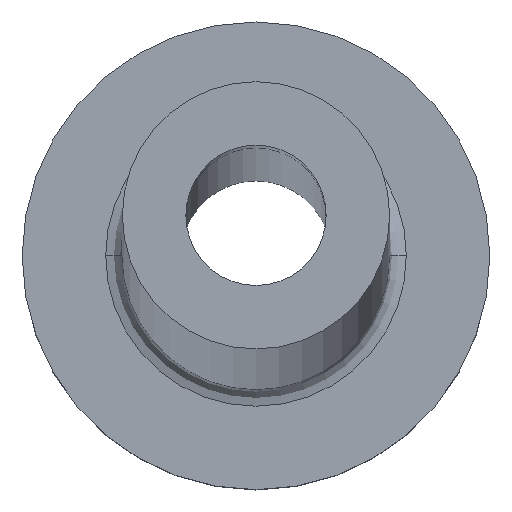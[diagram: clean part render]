
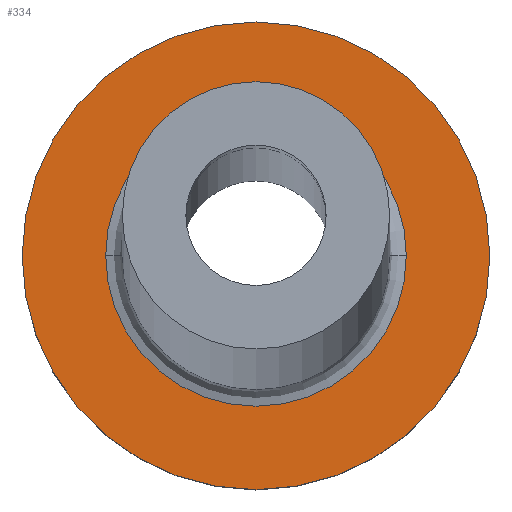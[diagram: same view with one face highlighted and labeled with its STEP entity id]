
A CAD part, top view. The second image highlights one B-rep face of the part: STEP entity #334.
In plain terms, the highlighted planar face has unit normal (0, 0, 1).
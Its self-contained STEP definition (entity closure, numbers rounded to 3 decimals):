
#5 = DIRECTION ( 'NONE',  ( 1., 0., 0. ) ) ;
#21 = AXIS2_PLACEMENT_3D ( 'NONE', #144, #75, #351 ) ;
#33 = EDGE_CURVE ( 'NONE', #174, #321, #384, .T. ) ;
#35 = VERTEX_POINT ( 'NONE', #192 ) ;
#75 = DIRECTION ( 'NONE',  ( 0., 0., -1. ) ) ;
#77 = EDGE_CURVE ( 'NONE', #321, #174, #416, .T. ) ;
#78 = AXIS2_PLACEMENT_3D ( 'NONE', #358, #439, #443 ) ;
#83 = CARTESIAN_POINT ( 'NONE',  ( -7., 0., 5. ) ) ;
#110 = CARTESIAN_POINT ( 'NONE',  ( 4.5, 0., 5. ) ) ;
#130 = ORIENTED_EDGE ( 'NONE', *, *, #143, .T. ) ;
#143 = EDGE_CURVE ( 'NONE', #35, #383, #363, .T. ) ;
#144 = CARTESIAN_POINT ( 'NONE',  ( 0., 0., 5. ) ) ;
#161 = ORIENTED_EDGE ( 'NONE', *, *, #194, .T. ) ;
#170 = AXIS2_PLACEMENT_3D ( 'NONE', #331, #396, #189 ) ;
#174 = VERTEX_POINT ( 'NONE', #359 ) ;
#175 = CARTESIAN_POINT ( 'NONE',  ( 0., 0., 5. ) ) ;
#176 = AXIS2_PLACEMENT_3D ( 'NONE', #432, #257, #289 ) ;
#189 = DIRECTION ( 'NONE',  ( 1., 0., 0. ) ) ;
#192 = CARTESIAN_POINT ( 'NONE',  ( 7., 0., 5. ) ) ;
#194 = EDGE_CURVE ( 'NONE', #383, #35, #212, .T. ) ;
#212 = CIRCLE ( 'NONE', #170, 7. ) ;
#252 = ORIENTED_EDGE ( 'NONE', *, *, #77, .T. ) ;
#257 = DIRECTION ( 'NONE',  ( 0., 0., 1. ) ) ;
#277 = EDGE_LOOP ( 'NONE', ( #252, #457 ) ) ;
#289 = DIRECTION ( 'NONE',  ( 1., 0., 0. ) ) ;
#294 = PLANE ( 'NONE',  #176 ) ;
#315 = DIRECTION ( 'NONE',  ( 0., 0., 1. ) ) ;
#321 = VERTEX_POINT ( 'NONE', #110 ) ;
#328 = FACE_OUTER_BOUND ( 'NONE', #370, .T. ) ;
#331 = CARTESIAN_POINT ( 'NONE',  ( 0., 0., 5. ) ) ;
#334 = ADVANCED_FACE ( 'NONE', ( #352, #328 ), #294, .T. ) ;
#351 = DIRECTION ( 'NONE',  ( 1., 0., 0. ) ) ;
#352 = FACE_BOUND ( 'NONE', #277, .T. ) ;
#358 = CARTESIAN_POINT ( 'NONE',  ( 0., 0., 5. ) ) ;
#359 = CARTESIAN_POINT ( 'NONE',  ( -4.5, 0., 5. ) ) ;
#363 = CIRCLE ( 'NONE', #442, 7. ) ;
#370 = EDGE_LOOP ( 'NONE', ( #161, #130 ) ) ;
#383 = VERTEX_POINT ( 'NONE', #83 ) ;
#384 = CIRCLE ( 'NONE', #78, 4.5 ) ;
#396 = DIRECTION ( 'NONE',  ( 0., 0., 1. ) ) ;
#416 = CIRCLE ( 'NONE', #21, 4.5 ) ;
#432 = CARTESIAN_POINT ( 'NONE',  ( 0., 0., 5. ) ) ;
#439 = DIRECTION ( 'NONE',  ( 0., 0., -1. ) ) ;
#442 = AXIS2_PLACEMENT_3D ( 'NONE', #175, #315, #5 ) ;
#443 = DIRECTION ( 'NONE',  ( 1., 0., 0. ) ) ;
#457 = ORIENTED_EDGE ( 'NONE', *, *, #33, .T. ) ;
